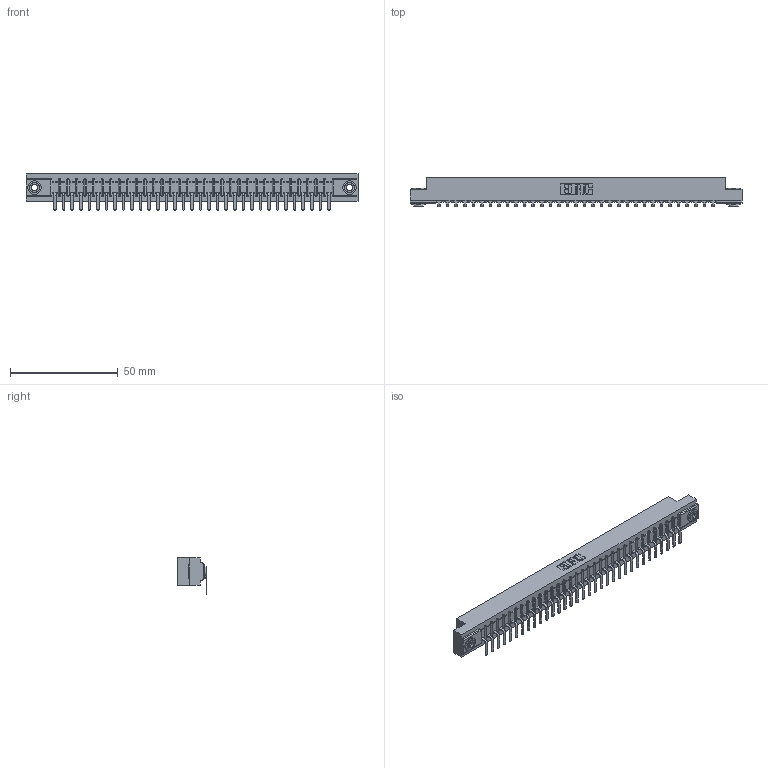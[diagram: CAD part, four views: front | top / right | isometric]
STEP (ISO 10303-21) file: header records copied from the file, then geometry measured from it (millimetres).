
FILE_DESCRIPTION (( 'STEP AP203' ), '1' );
FILE_NAME ('357-033-559-103.STEP', '2022-07-12T20:56:28', ( '' ), ( '' ), 'SwSTEP 2.0', 'SolidWorks 2020', '' );
FILE_SCHEMA (( 'CONFIG_CONTROL_DESIGN' ));
Length unit declared in the file: inch
Products named in the file (4): 345-250-002_345-250-002-102; 307-290-001_558 559 - 1 (Single); 307 Part_.156 Dia Mounting Holes; 357-033-559-103
Assembly tree (36 placements, depth 2):
  357-033-559-103
    307 Part_.156 Dia Mounting Holes
    307-290-001_558 559 - 1 (Single)  x33
    345-250-002_345-250-002-102  x2
Bounding box: 153.77 x 13.7 x 16.8 mm (x, y, z)
Volume: 15931.4 mm3; surface area: 17104.6 mm2
Topology: 36 solids, 36 shells, 2184 faces, 6177 edges, 3978 vertices
Faces by surface type: plane 1381, cylinder 727, sphere 68, cone 8
Entity records: 30569 total; most frequent: CARTESIAN_POINT 5125, ORIENTED_EDGE 5102, DIRECTION 5005, EDGE_CURVE 2551, LINE 1945, VECTOR 1945, VERTEX_POINT 1650, AXIS2_PLACEMENT_3D 1530
